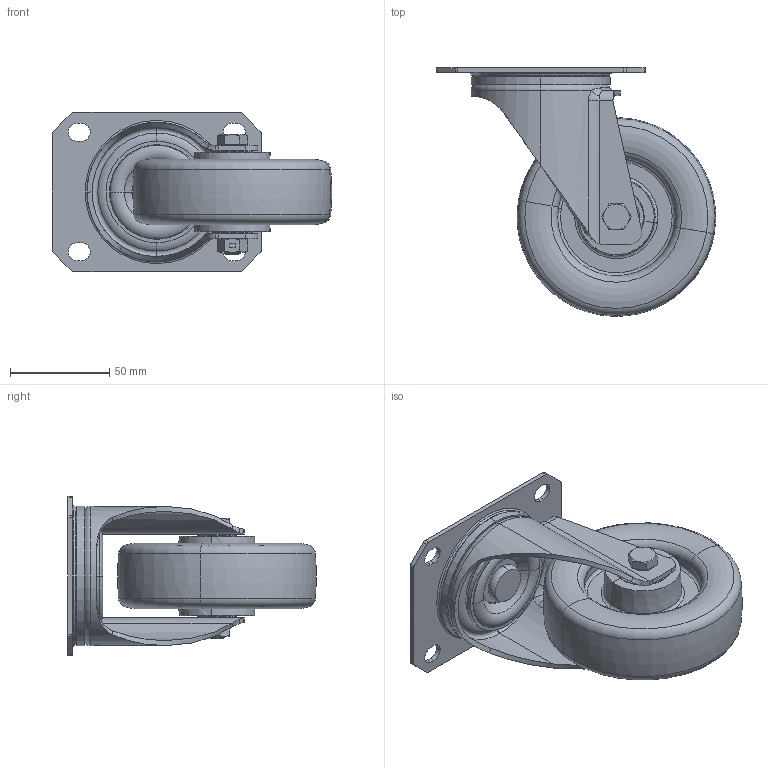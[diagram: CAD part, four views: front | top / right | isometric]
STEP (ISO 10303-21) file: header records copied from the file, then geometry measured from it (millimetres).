
FILE_DESCRIPTION (( 'STEP AP214' ), '1' );
FILE_NAME ('0055927.step', '2023-06-07T10:12:43', ( '' ), ( '' ), 'SwSTEP 2.0', 'SolidWorks 2020', '' );
FILE_SCHEMA (( 'AUTOMOTIVE_DESIGN' ));
Length unit declared in the file: millimetre
Products named in the file (1): 0055927
Bounding box: 140.41 x 124.91 x 80 mm (x, y, z)
Volume: 274205.5 mm3; surface area: 131457.8 mm2
Topology: 20 solids, 20 shells, 717 faces, 1720 edges, 1065 vertices
Faces by surface type: torus 218, plane 182, cylinder 151, cone 122, bspline 44
Entity records: 31332 total; most frequent: CARTESIAN_POINT 6026, DIRECTION 4005, ORIENTED_EDGE 3440, AXIS2_PLACEMENT_3D 1760, EDGE_CURVE 1720, CIRCLE 1086, VERTEX_POINT 1065, EDGE_LOOP 787
